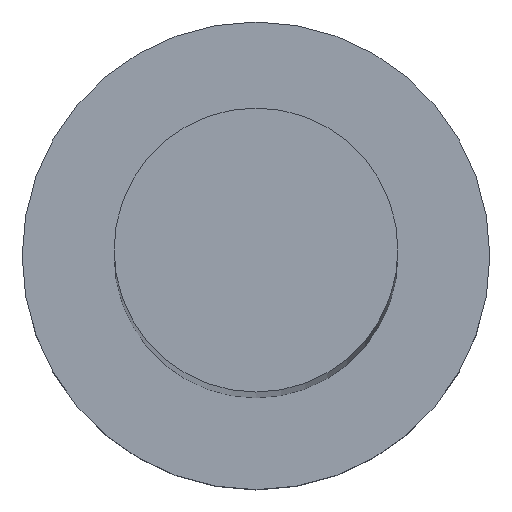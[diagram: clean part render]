
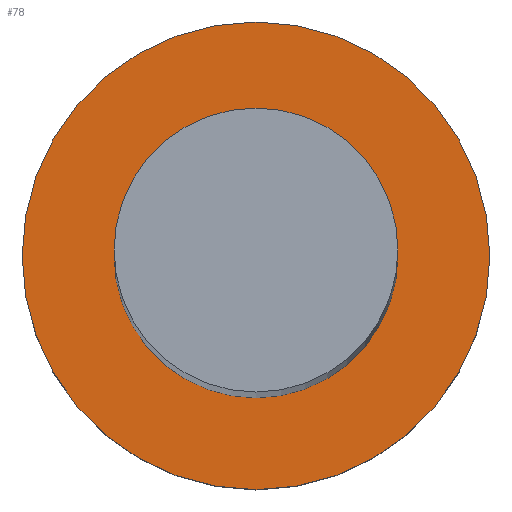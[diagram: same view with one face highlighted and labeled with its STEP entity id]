
A CAD part, top view. The second image highlights one B-rep face of the part: STEP entity #78.
In plain terms, the highlighted planar face has unit normal (0, 0, 1).
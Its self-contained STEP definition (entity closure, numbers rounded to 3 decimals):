
#5 = CIRCLE ( 'NONE', #250, 4.25 ) ;
#9 = DIRECTION ( 'NONE',  ( 0., 0., 1. ) ) ;
#11 = DIRECTION ( 'NONE',  ( 1., 0., 0. ) ) ;
#14 = EDGE_LOOP ( 'NONE', ( #18, #64 ) ) ;
#18 = ORIENTED_EDGE ( 'NONE', *, *, #185, .F. ) ;
#24 = CIRCLE ( 'NONE', #57, 7. ) ;
#25 = CARTESIAN_POINT ( 'NONE',  ( -7., 0., 5. ) ) ;
#26 = ORIENTED_EDGE ( 'NONE', *, *, #51, .T. ) ;
#27 = DIRECTION ( 'NONE',  ( 1., 0., 0. ) ) ;
#37 = AXIS2_PLACEMENT_3D ( 'NONE', #127, #89, #167 ) ;
#45 = EDGE_LOOP ( 'NONE', ( #143, #26 ) ) ;
#51 = EDGE_CURVE ( 'NONE', #194, #139, #254, .T. ) ;
#57 = AXIS2_PLACEMENT_3D ( 'NONE', #61, #186, #11 ) ;
#61 = CARTESIAN_POINT ( 'NONE',  ( 0., 0., 5. ) ) ;
#64 = ORIENTED_EDGE ( 'NONE', *, *, #252, .F. ) ;
#78 = ADVANCED_FACE ( 'NONE', ( #147, #248 ), #240, .T. ) ;
#82 = CARTESIAN_POINT ( 'NONE',  ( 0., 0., 5. ) ) ;
#89 = DIRECTION ( 'NONE',  ( 0., 0., 1. ) ) ;
#104 = AXIS2_PLACEMENT_3D ( 'NONE', #82, #228, #208 ) ;
#109 = EDGE_CURVE ( 'NONE', #139, #194, #24, .T. ) ;
#120 = VERTEX_POINT ( 'NONE', #230 ) ;
#121 = DIRECTION ( 'NONE',  ( 0., 0., 1. ) ) ;
#127 = CARTESIAN_POINT ( 'NONE',  ( 0., 0., 5. ) ) ;
#139 = VERTEX_POINT ( 'NONE', #25 ) ;
#143 = ORIENTED_EDGE ( 'NONE', *, *, #109, .T. ) ;
#147 = FACE_BOUND ( 'NONE', #14, .T. ) ;
#159 = CARTESIAN_POINT ( 'NONE',  ( 0., 0., 5. ) ) ;
#165 = CARTESIAN_POINT ( 'NONE',  ( 0., 0., 5. ) ) ;
#167 = DIRECTION ( 'NONE',  ( 1., 0., 0. ) ) ;
#185 = EDGE_CURVE ( 'NONE', #120, #239, #5, .T. ) ;
#186 = DIRECTION ( 'NONE',  ( 0., 0., 1. ) ) ;
#187 = CARTESIAN_POINT ( 'NONE',  ( 4.25, 0., 5. ) ) ;
#194 = VERTEX_POINT ( 'NONE', #231 ) ;
#205 = CIRCLE ( 'NONE', #37, 4.25 ) ;
#208 = DIRECTION ( 'NONE',  ( 1., 0., 0. ) ) ;
#217 = DIRECTION ( 'NONE',  ( 1., 0., 0. ) ) ;
#228 = DIRECTION ( 'NONE',  ( 0., 0., 1. ) ) ;
#230 = CARTESIAN_POINT ( 'NONE',  ( -4.25, 0., 5. ) ) ;
#231 = CARTESIAN_POINT ( 'NONE',  ( 7., 0., 5. ) ) ;
#239 = VERTEX_POINT ( 'NONE', #187 ) ;
#240 = PLANE ( 'NONE',  #243 ) ;
#243 = AXIS2_PLACEMENT_3D ( 'NONE', #159, #121, #27 ) ;
#248 = FACE_OUTER_BOUND ( 'NONE', #45, .T. ) ;
#250 = AXIS2_PLACEMENT_3D ( 'NONE', #165, #9, #217 ) ;
#252 = EDGE_CURVE ( 'NONE', #239, #120, #205, .T. ) ;
#254 = CIRCLE ( 'NONE', #104, 7. ) ;
